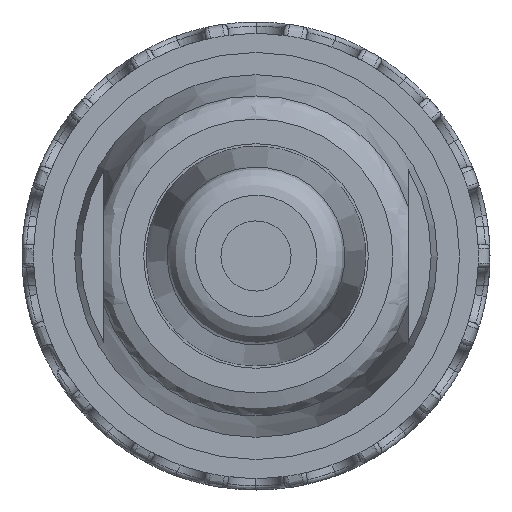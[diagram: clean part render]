
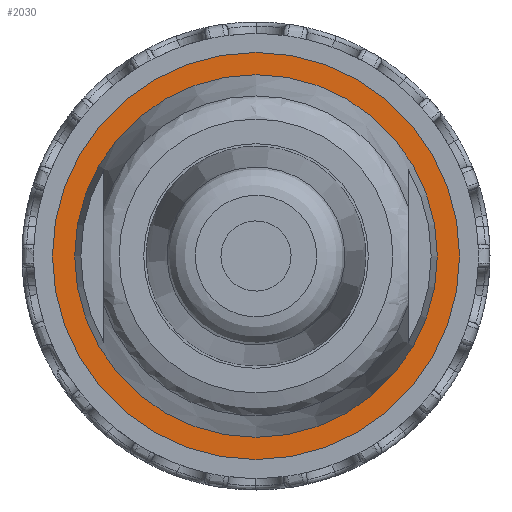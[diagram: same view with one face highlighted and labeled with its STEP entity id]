
A CAD part, front view. The second image highlights one B-rep face of the part: STEP entity #2030.
In plain terms, the highlighted planar face has unit normal (0, -1, 0).
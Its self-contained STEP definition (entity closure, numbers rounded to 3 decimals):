
#2030=ADVANCED_FACE('',(#3494,#3495),#2431,.T.);
#2431=PLANE('',#8514);
#3494=FACE_BOUND('',#3749,.T.);
#3495=FACE_BOUND('',#3750,.T.);
#3749=EDGE_LOOP('',(#4615));
#3750=EDGE_LOOP('',(#4616));
#4615=ORIENTED_EDGE('',*,*,#7172,.T.);
#4616=ORIENTED_EDGE('',*,*,#7173,.F.);
#6410=VERTEX_POINT('',#11429);
#6411=VERTEX_POINT('',#11432);
#7172=EDGE_CURVE('',#6410,#6410,#8049,.T.);
#7173=EDGE_CURVE('',#6411,#6411,#8050,.T.);
#8049=CIRCLE('',#8511,7.75);
#8050=CIRCLE('',#8513,8.7);
#8511=AXIS2_PLACEMENT_3D('',#11428,#9566,#9567);
#8513=AXIS2_PLACEMENT_3D('',#11431,#9570,#9571);
#8514=AXIS2_PLACEMENT_3D('',#11433,#9572,#9573);
#9566=DIRECTION('',(0.,1.,0.));
#9567=DIRECTION('',(0.,0.,-1.));
#9570=DIRECTION('',(0.,1.,0.));
#9571=DIRECTION('',(-1.,0.,0.));
#9572=DIRECTION('',(0.,-1.,0.));
#9573=DIRECTION('',(-1.,0.,0.));
#11428=CARTESIAN_POINT('',(0.,8.5,0.));
#11429=CARTESIAN_POINT('',(0.,8.5,-7.75));
#11431=CARTESIAN_POINT('',(0.,8.5,0.));
#11432=CARTESIAN_POINT('',(-8.7,8.5,0.));
#11433=CARTESIAN_POINT('',(9.57,8.5,9.57));
